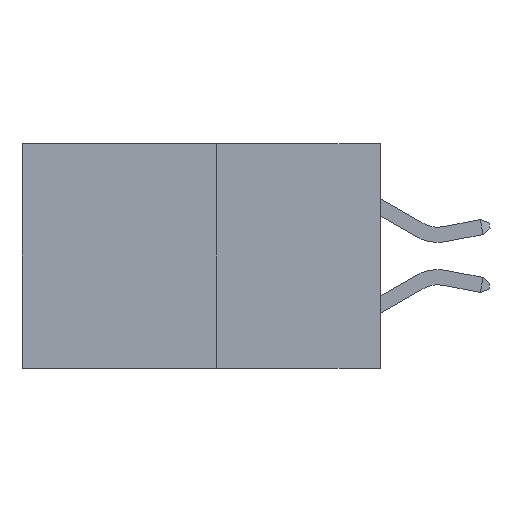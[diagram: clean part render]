
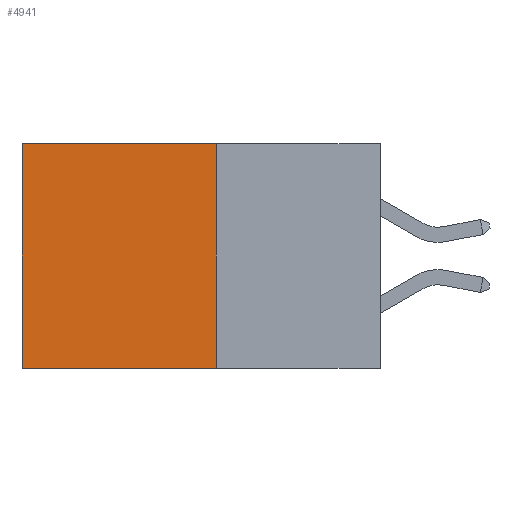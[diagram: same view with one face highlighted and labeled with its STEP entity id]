
A CAD part, left-side view. The second image highlights one B-rep face of the part: STEP entity #4941.
In plain terms, the highlighted planar face has unit normal (-1, 0, 0).
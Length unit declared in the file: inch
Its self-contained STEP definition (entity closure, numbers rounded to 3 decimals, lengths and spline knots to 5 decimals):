
#207 = DIRECTION ( 'NONE',  ( 0., 0., -1. ) ) ;
#252 = DIRECTION ( 'NONE',  ( 0., 1., 0. ) ) ;
#270 = DIRECTION ( 'NONE',  ( 0., 0., -1. ) ) ;
#358 = CARTESIAN_POINT ( 'NONE',  ( 0.277, 0.27, -0.37 ) ) ;
#536 = CARTESIAN_POINT ( 'NONE',  ( 0.277, 0.27, -0.37 ) ) ;
#1223 = ORIENTED_EDGE ( 'NONE', *, *, #2228, .T. ) ;
#1727 = CARTESIAN_POINT ( 'NONE',  ( 0.277, 0.59, -0.37 ) ) ;
#1823 = LINE ( 'NONE', #536, #9615 ) ;
#2228 = EDGE_CURVE ( 'NONE', #2599, #3843, #5484, .T. ) ;
#2578 = VECTOR ( 'NONE', #207, 39.37008 ) ;
#2599 = VERTEX_POINT ( 'NONE', #4091 ) ;
#2788 = LINE ( 'NONE', #358, #4076 ) ;
#2977 = VERTEX_POINT ( 'NONE', #8217 ) ;
#3327 = AXIS2_PLACEMENT_3D ( 'NONE', #6568, #6557, #6294 ) ;
#3566 = CARTESIAN_POINT ( 'NONE',  ( 0.277, 0.27, -0.37 ) ) ;
#3843 = VERTEX_POINT ( 'NONE', #5040 ) ;
#4076 = VECTOR ( 'NONE', #252, 39.37008 ) ;
#4091 = CARTESIAN_POINT ( 'NONE',  ( 0.277, 0.27, 0. ) ) ;
#4270 = DIRECTION ( 'NONE',  ( 0., 1., 0. ) ) ;
#4325 = CARTESIAN_POINT ( 'NONE',  ( 0.277, 0.27, 0. ) ) ;
#4822 = EDGE_CURVE ( 'NONE', #3843, #2977, #6935, .T. ) ;
#4829 = ORIENTED_EDGE ( 'NONE', *, *, #6426, .F. ) ;
#4941 = ADVANCED_FACE ( 'NONE', ( #7761 ), #6711, .F. ) ;
#5040 = CARTESIAN_POINT ( 'NONE',  ( 0.277, 0.59, 0. ) ) ;
#5484 = LINE ( 'NONE', #4325, #7596 ) ;
#5512 = ORIENTED_EDGE ( 'NONE', *, *, #5976, .F. ) ;
#5976 = EDGE_CURVE ( 'NONE', #2599, #8827, #1823, .T. ) ;
#6294 = DIRECTION ( 'NONE',  ( 0., 0., -1. ) ) ;
#6426 = EDGE_CURVE ( 'NONE', #8827, #2977, #2788, .T. ) ;
#6446 = ORIENTED_EDGE ( 'NONE', *, *, #4822, .T. ) ;
#6557 = DIRECTION ( 'NONE',  ( 1., 0., 0. ) ) ;
#6568 = CARTESIAN_POINT ( 'NONE',  ( 0.277, 0.27, -0.37 ) ) ;
#6711 = PLANE ( 'NONE',  #3327 ) ;
#6935 = LINE ( 'NONE', #1727, #2578 ) ;
#7055 = EDGE_LOOP ( 'NONE', ( #6446, #4829, #5512, #1223 ) ) ;
#7596 = VECTOR ( 'NONE', #4270, 39.37008 ) ;
#7761 = FACE_OUTER_BOUND ( 'NONE', #7055, .T. ) ;
#8217 = CARTESIAN_POINT ( 'NONE',  ( 0.277, 0.59, -0.37 ) ) ;
#8827 = VERTEX_POINT ( 'NONE', #3566 ) ;
#9615 = VECTOR ( 'NONE', #270, 39.37008 ) ;
